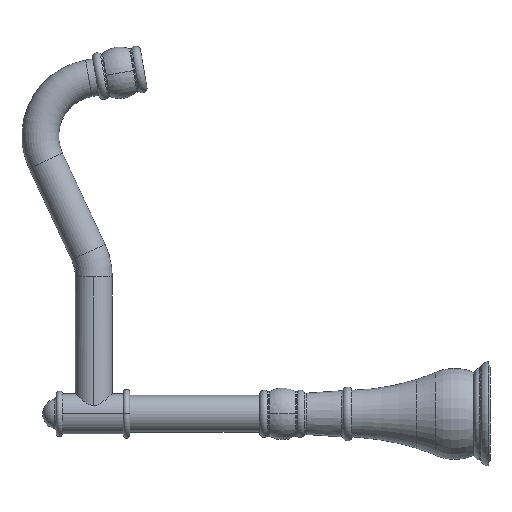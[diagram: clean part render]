
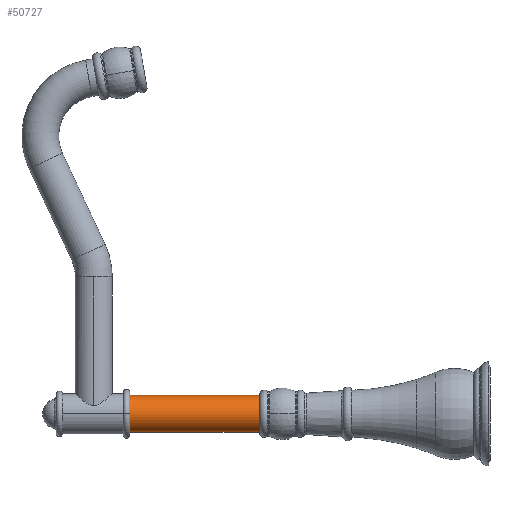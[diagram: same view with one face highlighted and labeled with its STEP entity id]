
A CAD part, left-side view. The second image highlights one B-rep face of the part: STEP entity #50727.
In plain terms, the highlighted cylindrical face has radius 11 mm (diameter 22 mm), a partial arc.
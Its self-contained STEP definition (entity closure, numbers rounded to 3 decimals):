
#1331 = CARTESIAN_POINT ( 'NONE',  ( 0., 0., -11. ) ) ;
#3335 = CARTESIAN_POINT ( 'NONE',  ( 0., 82., -11. ) ) ;
#4215 = CIRCLE ( 'NONE', #13361, 11. ) ;
#4225 = CARTESIAN_POINT ( 'NONE',  ( 0., 0., 11. ) ) ;
#10577 = EDGE_CURVE ( 'NONE', #76203, #71297, #4215, .T. ) ;
#12802 = CYLINDRICAL_SURFACE ( 'NONE', #69458, 11. ) ;
#13107 = CARTESIAN_POINT ( 'NONE',  ( 0., 0., 0. ) ) ;
#13361 = AXIS2_PLACEMENT_3D ( 'NONE', #13107, #26460, #76966 ) ;
#14281 = CARTESIAN_POINT ( 'NONE',  ( 0., 0., -11. ) ) ;
#17832 = VECTOR ( 'NONE', #36490, 1000. ) ;
#19015 = DIRECTION ( 'NONE',  ( 0., 0., -1. ) ) ;
#25841 = DIRECTION ( 'NONE',  ( 0., 0., -1. ) ) ;
#26143 = VERTEX_POINT ( 'NONE', #74079 ) ;
#26460 = DIRECTION ( 'NONE',  ( 0., -1., 0. ) ) ;
#27995 = CARTESIAN_POINT ( 'NONE',  ( 0., 0., 11. ) ) ;
#30418 = DIRECTION ( 'NONE',  ( 0., -1., 0. ) ) ;
#34237 = EDGE_CURVE ( 'NONE', #77903, #71297, #59026, .T. ) ;
#35032 = EDGE_CURVE ( 'NONE', #26143, #76203, #43192, .T. ) ;
#36490 = DIRECTION ( 'NONE',  ( 0., -1., 0. ) ) ;
#43192 = LINE ( 'NONE', #4225, #17832 ) ;
#44014 = CIRCLE ( 'NONE', #62259, 11. ) ;
#45036 = VECTOR ( 'NONE', #30418, 1000. ) ;
#50727 = ADVANCED_FACE ( 'NONE', ( #62404 ), #12802, .T. ) ;
#58023 = EDGE_CURVE ( 'NONE', #26143, #77903, #44014, .T. ) ;
#59026 = LINE ( 'NONE', #1331, #45036 ) ;
#62074 = CARTESIAN_POINT ( 'NONE',  ( 0., 82., 0. ) ) ;
#62259 = AXIS2_PLACEMENT_3D ( 'NONE', #62074, #91115, #25841 ) ;
#62404 = FACE_OUTER_BOUND ( 'NONE', #78385, .T. ) ;
#62866 = CARTESIAN_POINT ( 'NONE',  ( 0., 0., 0. ) ) ;
#63813 = DIRECTION ( 'NONE',  ( 0., -1., 0. ) ) ;
#64039 = ORIENTED_EDGE ( 'NONE', *, *, #58023, .T. ) ;
#66221 = ORIENTED_EDGE ( 'NONE', *, *, #34237, .T. ) ;
#69458 = AXIS2_PLACEMENT_3D ( 'NONE', #62866, #63813, #19015 ) ;
#71297 = VERTEX_POINT ( 'NONE', #14281 ) ;
#74079 = CARTESIAN_POINT ( 'NONE',  ( 0., 82., 11. ) ) ;
#76203 = VERTEX_POINT ( 'NONE', #27995 ) ;
#76966 = DIRECTION ( 'NONE',  ( 0., 0., -1. ) ) ;
#77903 = VERTEX_POINT ( 'NONE', #3335 ) ;
#78385 = EDGE_LOOP ( 'NONE', ( #83086, #64039, #66221, #84147 ) ) ;
#83086 = ORIENTED_EDGE ( 'NONE', *, *, #35032, .F. ) ;
#84147 = ORIENTED_EDGE ( 'NONE', *, *, #10577, .F. ) ;
#91115 = DIRECTION ( 'NONE',  ( 0., -1., 0. ) ) ;
